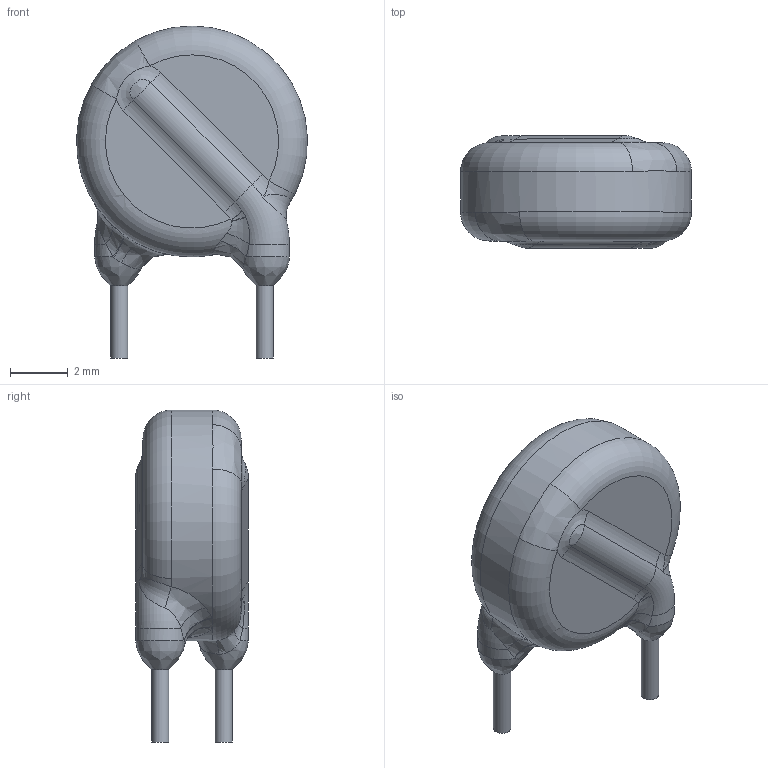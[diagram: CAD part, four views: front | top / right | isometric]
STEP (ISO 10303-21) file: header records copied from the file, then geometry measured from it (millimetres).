
FILE_DESCRIPTION(/* description */ (''),/* implementation_level */ '2;1');
FILE_NAME(/* name */ 'Варистор VAR-07.stp',/* time_stamp */ '2022-11-12T19:41:27+03:00',/* author */ ('Mikhail'),/* organization */ (''),/* preprocessor_version */ 'ST-DEVELOPER v18.1',/* originating_system */ 'Autodesk Inventor 2022',/* authorisation */ '');
FILE_SCHEMA (('AUTOMOTIVE_DESIGN { 1 0 10303 214 3 1 1 }'));
Length unit declared in the file: millimetre
Products named in the file (1): Варистор VAR-07
Bounding box: 8 x 3.9 x 11.5 mm (x, y, z)
Volume: 174.2 mm3; surface area: 191 mm2
Topology: 3 solids, 3 shells, 68 faces, 151 edges, 86 vertices
Faces by surface type: bspline 34, torus 12, cylinder 12, plane 10
Full cylindrical faces by diameter (mm): 0.6 x2
Entity records: 7688 total; most frequent: CARTESIAN_POINT 6331, ORIENTED_EDGE 296, DIRECTION 222, EDGE_CURVE 148, AXIS2_PLACEMENT_3D 106, VERTEX_POINT 86, CIRCLE 71, FACE_OUTER_BOUND 68
